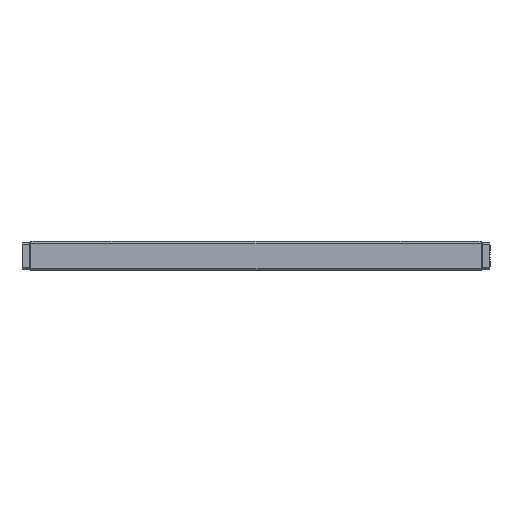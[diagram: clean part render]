
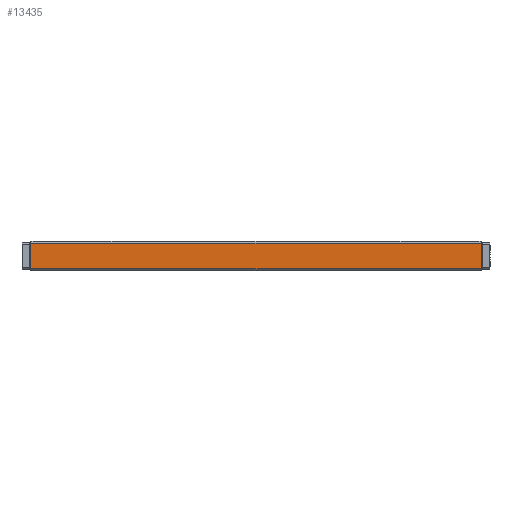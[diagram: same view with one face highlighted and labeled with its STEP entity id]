
A CAD part, front view. The second image highlights one B-rep face of the part: STEP entity #13435.
In plain terms, the highlighted planar face has unit normal (0, -1, 0).
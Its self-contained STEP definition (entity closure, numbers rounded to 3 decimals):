
#10686=FACE_OUTER_BOUND('',#24587,.T.);
#13435=ADVANCED_FACE('',(#10686),#16993,.T.);
#16993=PLANE('',#71239);
#24587=EDGE_LOOP('',(#29480,#29481,#29482,#29483));
#29480=ORIENTED_EDGE('',*,*,#53264,.T.);
#29481=ORIENTED_EDGE('',*,*,#53265,.T.);
#29482=ORIENTED_EDGE('',*,*,#53266,.T.);
#29483=ORIENTED_EDGE('',*,*,#53267,.T.);
#47163=VERTEX_POINT('',#95681);
#47164=VERTEX_POINT('',#95682);
#47165=VERTEX_POINT('',#95684);
#47166=VERTEX_POINT('',#95686);
#53264=EDGE_CURVE('',#47163,#47164,#62023,.T.);
#53265=EDGE_CURVE('',#47164,#47165,#62024,.T.);
#53266=EDGE_CURVE('',#47165,#47166,#62025,.T.);
#53267=EDGE_CURVE('',#47166,#47163,#62026,.T.);
#62023=LINE('',#95680,#66707);
#62024=LINE('',#95683,#66708);
#62025=LINE('',#95685,#66709);
#62026=LINE('',#95687,#66710);
#66707=VECTOR('',#77750,1.);
#66708=VECTOR('',#77751,1.);
#66709=VECTOR('',#77752,1.);
#66710=VECTOR('',#77753,1.);
#71239=AXIS2_PLACEMENT_3D('',#95688,#77754,#77755);
#77750=DIRECTION('',(-1.,0.,0.));
#77751=DIRECTION('',(0.,0.,-1.));
#77752=DIRECTION('',(1.,0.,0.));
#77753=DIRECTION('',(0.,0.,1.));
#77754=DIRECTION('',(0.,-1.,0.));
#77755=DIRECTION('',(0.,0.,1.));
#95680=CARTESIAN_POINT('',(62.5,0.,7.575));
#95681=CARTESIAN_POINT('',(124.6,0.,7.575));
#95682=CARTESIAN_POINT('',(0.4,0.,7.575));
#95683=CARTESIAN_POINT('',(0.4,0.,0.));
#95684=CARTESIAN_POINT('',(0.4,0.,0.425));
#95685=CARTESIAN_POINT('',(62.5,0.,0.425));
#95686=CARTESIAN_POINT('',(124.6,0.,0.425));
#95687=CARTESIAN_POINT('',(124.6,0.,0.));
#95688=CARTESIAN_POINT('',(62.5,0.,0.));
